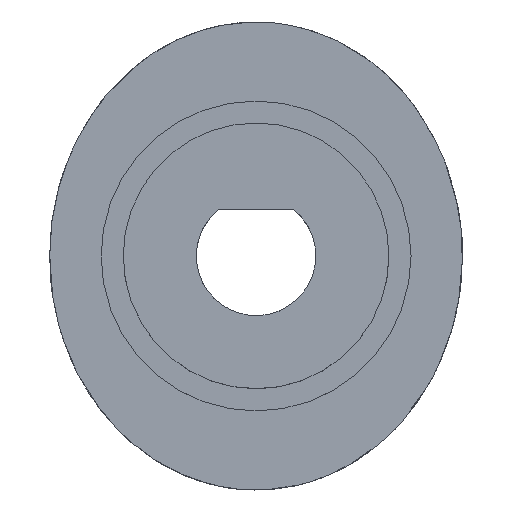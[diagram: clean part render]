
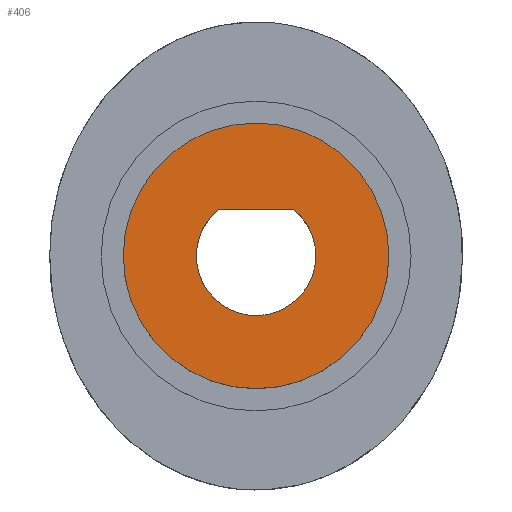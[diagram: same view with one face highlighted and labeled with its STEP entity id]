
A CAD part, top view. The second image highlights one B-rep face of the part: STEP entity #406.
In plain terms, the highlighted planar face has unit normal (0, 0, 1).
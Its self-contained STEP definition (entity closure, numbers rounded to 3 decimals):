
#31=FACE_BOUND('',#102,.T.);
#42=LINE('',#5146,#53);
#53=VECTOR('',#489,10.);
#59=PLANE('',#442);
#79=FACE_OUTER_BOUND('',#101,.T.);
#101=EDGE_LOOP('',(#373));
#102=EDGE_LOOP('',(#374,#375,#376));
#111=CIRCLE('',#432,2.7);
#112=CIRCLE('',#433,2.7);
#117=CIRCLE('',#440,6.);
#166=VERTEX_POINT('',#705);
#167=VERTEX_POINT('',#707);
#168=VERTEX_POINT('',#710);
#198=VERTEX_POINT('',#5148);
#212=EDGE_CURVE('',#167,#166,#111,.T.);
#214=EDGE_CURVE('',#168,#167,#112,.T.);
#256=EDGE_CURVE('',#166,#168,#42,.T.);
#257=EDGE_CURVE('',#198,#198,#117,.T.);
#373=ORIENTED_EDGE('',*,*,#257,.T.);
#374=ORIENTED_EDGE('',*,*,#256,.T.);
#375=ORIENTED_EDGE('',*,*,#214,.T.);
#376=ORIENTED_EDGE('',*,*,#212,.T.);
#406=ADVANCED_FACE('',(#79,#31),#59,.T.);
#432=AXIS2_PLACEMENT_3D('',#708,#470,#471);
#433=AXIS2_PLACEMENT_3D('',#711,#473,#474);
#440=AXIS2_PLACEMENT_3D('',#5149,#492,#493);
#442=AXIS2_PLACEMENT_3D('',#5153,#497,#498);
#470=DIRECTION('center_axis',(0.,0.,-1.));
#471=DIRECTION('ref_axis',(-1.,0.,0.));
#473=DIRECTION('center_axis',(0.,0.,-1.));
#474=DIRECTION('ref_axis',(-1.,0.,0.));
#489=DIRECTION('',(1.,0.,0.));
#492=DIRECTION('center_axis',(0.,0.,1.));
#493=DIRECTION('ref_axis',(-1.,0.,0.));
#497=DIRECTION('center_axis',(0.,0.,1.));
#498=DIRECTION('ref_axis',(-1.,0.,0.));
#705=CARTESIAN_POINT('',(8.791,13.788,9.362));
#707=CARTESIAN_POINT('',(13.188,11.688,9.362));
#708=CARTESIAN_POINT('Origin',(10.488,11.688,9.362));
#710=CARTESIAN_POINT('',(12.185,13.788,9.362));
#711=CARTESIAN_POINT('Origin',(10.488,11.688,9.362));
#5146=CARTESIAN_POINT('',(9.64,13.788,9.362));
#5148=CARTESIAN_POINT('',(16.488,11.688,9.362));
#5149=CARTESIAN_POINT('Origin',(10.488,11.688,9.362));
#5153=CARTESIAN_POINT('Origin',(10.488,11.688,9.362));
